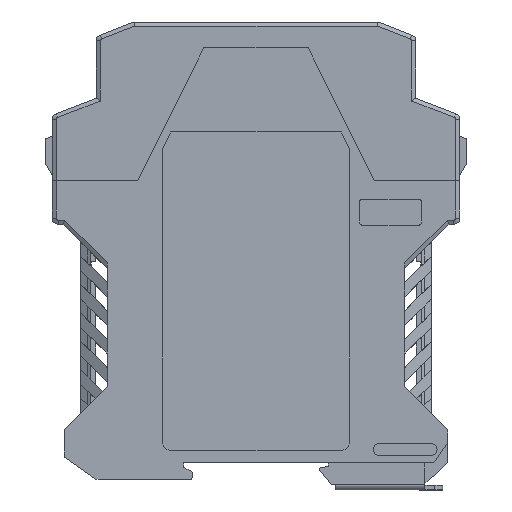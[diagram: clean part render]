
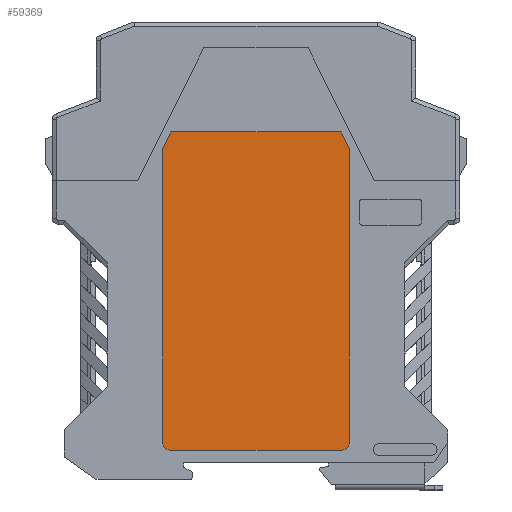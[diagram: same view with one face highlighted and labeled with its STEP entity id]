
A CAD part, left-side view. The second image highlights one B-rep face of the part: STEP entity #59369.
In plain terms, the highlighted face is planar.
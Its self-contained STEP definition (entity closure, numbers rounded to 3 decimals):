
#1779=CIRCLE('',#62631,2.);
#1780=CIRCLE('',#62632,2.);
#3199=VERTEX_POINT('',#81500);
#3200=VERTEX_POINT('',#81502);
#3201=VERTEX_POINT('',#81506);
#3202=VERTEX_POINT('',#81510);
#3203=VERTEX_POINT('',#81512);
#3204=VERTEX_POINT('',#81514);
#3205=VERTEX_POINT('',#81516);
#3206=VERTEX_POINT('',#81518);
#9451=VECTOR('',#67528,1.);
#9453=VECTOR('',#67531,1.);
#9454=VECTOR('',#67533,1.);
#9455=VECTOR('',#67534,1.);
#9456=VECTOR('',#67535,1.);
#9457=VECTOR('',#67538,1.);
#17442=LINE('',#81503,#9451);
#17444=LINE('',#81507,#9453);
#17445=LINE('',#81509,#9454);
#17446=LINE('',#81511,#9455);
#17447=LINE('',#81513,#9456);
#17448=LINE('',#81517,#9457);
#25489=EDGE_CURVE('',#3199,#3200,#17442,.T.);
#25491=EDGE_CURVE('',#3201,#3199,#17444,.T.);
#25492=EDGE_CURVE('',#3200,#3202,#17445,.T.);
#25493=EDGE_CURVE('',#3202,#3203,#17446,.T.);
#25494=EDGE_CURVE('',#3203,#3204,#17447,.T.);
#25495=EDGE_CURVE('',#3205,#3204,#1779,.T.);
#25496=EDGE_CURVE('',#3205,#3206,#17448,.T.);
#25497=EDGE_CURVE('',#3201,#3206,#1780,.T.);
#35445=ORIENTED_EDGE('',*,*,#25492,.T.);
#35446=ORIENTED_EDGE('',*,*,#25493,.T.);
#35447=ORIENTED_EDGE('',*,*,#25494,.T.);
#35448=ORIENTED_EDGE('',*,*,#25495,.F.);
#35449=ORIENTED_EDGE('',*,*,#25496,.T.);
#35450=ORIENTED_EDGE('',*,*,#25497,.F.);
#35451=ORIENTED_EDGE('',*,*,#25491,.T.);
#35452=ORIENTED_EDGE('',*,*,#25489,.T.);
#52402=EDGE_LOOP('',(#35445,#35446,#35447,#35448,#35449,#35450,#35451,#35452));
#55888=FACE_BOUND('',#52402,.T.);
#59369=ADVANCED_FACE('',(#55888),#98523,.T.);
#62630=AXIS2_PLACEMENT_3D('',#81508,#67532,$);
#62631=AXIS2_PLACEMENT_3D('',#81515,#67536,#67537);
#62632=AXIS2_PLACEMENT_3D('',#81519,#67539,#67540);
#67528=DIRECTION('',(0.447,0.894,0.));
#67531=DIRECTION('',(0.,1.,0.));
#67532=DIRECTION('',(0.,0.,-1.));
#67533=DIRECTION('',(1.,0.,0.));
#67534=DIRECTION('',(0.447,-0.894,0.));
#67535=DIRECTION('',(0.,-1.,0.));
#67536=DIRECTION('',(0.,0.,1.));
#67537=DIRECTION('',(2.,0.,0.));
#67538=DIRECTION('',(-1.,0.,0.));
#67539=DIRECTION('',(0.,0.,1.));
#67540=DIRECTION('',(2.,0.,0.));
#81500=CARTESIAN_POINT('',(-22.65,84.3,-11.1));
#81502=CARTESIAN_POINT('',(-20.65,88.3,-11.1));
#81503=CARTESIAN_POINT('',(-51.84,25.92,-11.1));
#81506=CARTESIAN_POINT('',(-22.65,13.,-11.1));
#81507=CARTESIAN_POINT('',(-22.65,0.,-11.1));
#81508=CARTESIAN_POINT('',(-34.89,74.275,-11.1));
#81509=CARTESIAN_POINT('',(0.,88.3,-11.1));
#81510=CARTESIAN_POINT('',(20.65,88.3,-11.1));
#81511=CARTESIAN_POINT('',(51.84,25.92,-11.1));
#81512=CARTESIAN_POINT('',(22.65,84.3,-11.1));
#81513=CARTESIAN_POINT('',(22.65,0.,-11.1));
#81514=CARTESIAN_POINT('',(22.65,13.,-11.1));
#81515=CARTESIAN_POINT('',(20.65,13.,-11.1));
#81516=CARTESIAN_POINT('',(20.65,11.,-11.1));
#81517=CARTESIAN_POINT('',(0.,11.,-11.1));
#81518=CARTESIAN_POINT('',(-20.65,11.,-11.1));
#81519=CARTESIAN_POINT('',(-20.65,13.,-11.1));
#98523=PLANE('',#62630);
